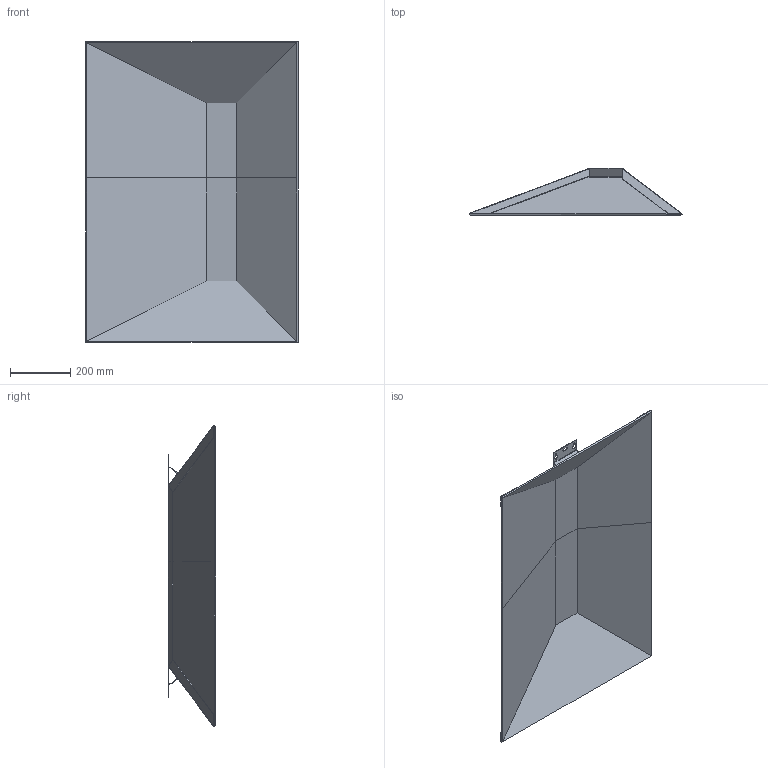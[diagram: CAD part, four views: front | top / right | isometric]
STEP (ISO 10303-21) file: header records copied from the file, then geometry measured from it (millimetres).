
FILE_DESCRIPTION(/* description */ (''),/* implementation_level */ '2;1');
FILE_NAME(/* name */ 'RV10 - Reverso 100x70',/* time_stamp */ '2012-06-18T10:11:49+02:00',/* author */ (''),/* organization */ (''),/* preprocessor_version */ 'ST-DEVELOPER v10',/* originating_system */ '',/* authorisation */ '');
FILE_SCHEMA (('CONFIG_CONTROL_DESIGN'));
Length unit declared in the file: millimetre
Products named in the file (1): 1
Bounding box: 705.71 x 158 x 1000.55 mm (x, y, z)
Volume: 5358344.5 mm3; surface area: 2169447.2 mm2
Topology: 10 solids, 10 shells, 152 faces, 326 edges, 190 vertices
Faces by surface type: plane 77, bspline 75
Entity records: 4265 total; most frequent: CARTESIAN_POINT 1929, ORIENTED_EDGE 652, EDGE_CURVE 326, B_SPLINE_CURVE_WITH_KNOTS 290, VERTEX_POINT 190, EDGE_LOOP 164, ADVANCED_FACE 152, FACE_OUTER_BOUND 152
